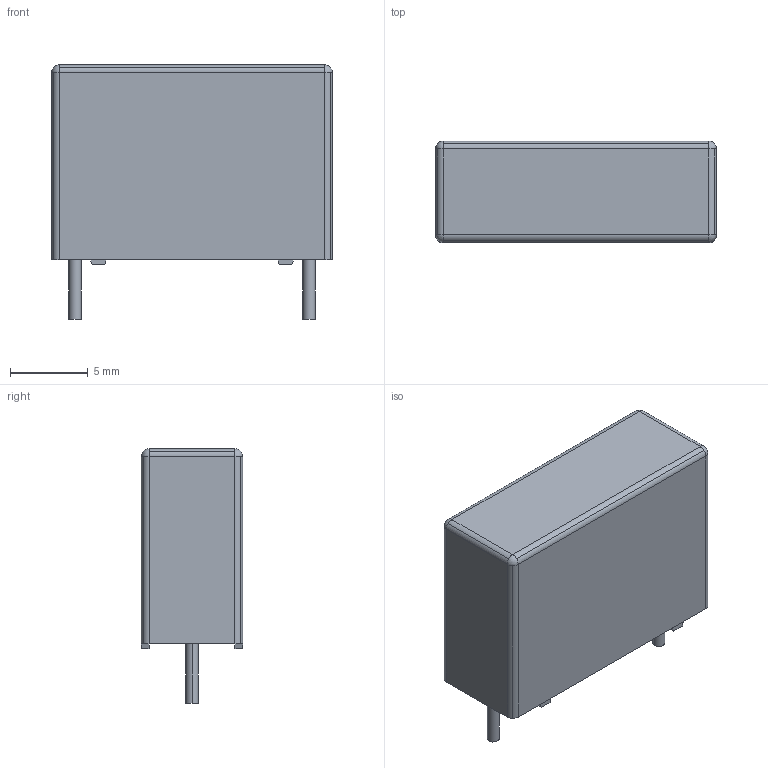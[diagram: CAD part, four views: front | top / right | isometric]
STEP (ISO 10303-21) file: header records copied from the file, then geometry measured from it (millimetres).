
FILE_DESCRIPTION((''),'2;1');
FILE_NAME('CAPR1500-650X1800X12500.stp','2009-08-06T09:29:58',(''),(''),'Mechanical Desktop 2006','Mechanical Desktop 2006',', , ');
FILE_SCHEMA(('AUTOMOTIVE_DESIGN { 1 2 10303 214 0 1 1 1 }'));
Length unit declared in the file: millimetre
Products named in the file (1): Product
Bounding box: 18 x 6.5 x 16.3 mm (x, y, z)
Volume: 1461.6 mm3; surface area: 853 mm2
Topology: 7 solids, 7 shells, 58 faces, 124 edges, 76 vertices
Faces by surface type: plane 34, cylinder 20, sphere 4
Entity records: 1574 total; most frequent: DIRECTION 278, CARTESIAN_POINT 255, ORIENTED_EDGE 240, EDGE_CURVE 120, AXIS2_PLACEMENT_3D 99, VECTOR 80, LINE 80, VERTEX_POINT 76
